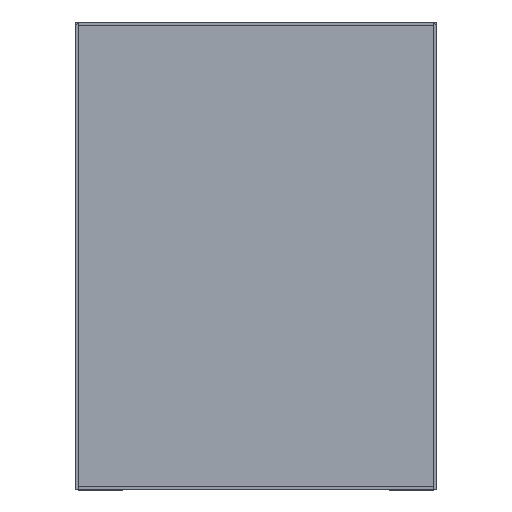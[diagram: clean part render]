
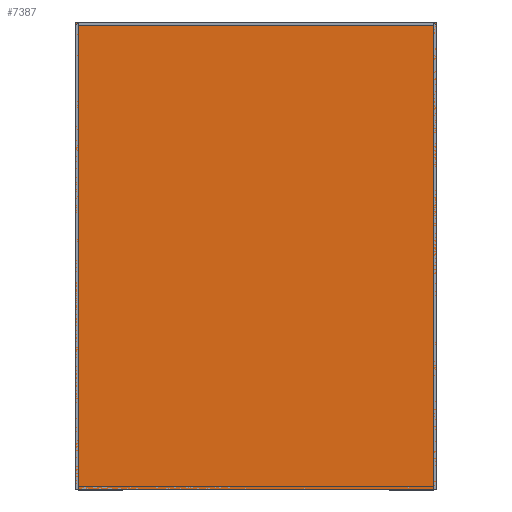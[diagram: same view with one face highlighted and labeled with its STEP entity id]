
A CAD part, front view. The second image highlights one B-rep face of the part: STEP entity #7387.
In plain terms, the highlighted planar face has unit normal (0, -1, 0).
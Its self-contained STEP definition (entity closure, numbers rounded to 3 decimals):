
#679 = EDGE_CURVE ( 'NONE', #2506, #14415, #7403, .T. ) ;
#978 = LINE ( 'NONE', #8951, #2995 ) ;
#1289 = DIRECTION ( 'NONE',  ( 0., -1., 0. ) ) ;
#1658 = EDGE_CURVE ( 'NONE', #13581, #13068, #8950, .T. ) ;
#1667 = CARTESIAN_POINT ( 'NONE',  ( -114.5, 0., -148. ) ) ;
#1854 = FACE_OUTER_BOUND ( 'NONE', #7232, .T. ) ;
#2089 = CARTESIAN_POINT ( 'NONE',  ( 0., 0., 0. ) ) ;
#2227 = ORIENTED_EDGE ( 'NONE', *, *, #679, .T. ) ;
#2318 = CARTESIAN_POINT ( 'NONE',  ( 114.5, 0., -148. ) ) ;
#2506 = VERTEX_POINT ( 'NONE', #2803 ) ;
#2803 = CARTESIAN_POINT ( 'NONE',  ( -114.5, 0., 148. ) ) ;
#2995 = VECTOR ( 'NONE', #14612, 1000. ) ;
#3357 = ORIENTED_EDGE ( 'NONE', *, *, #6979, .F. ) ;
#3565 = CARTESIAN_POINT ( 'NONE',  ( -114.5, 0., 148. ) ) ;
#4215 = VECTOR ( 'NONE', #12279, 1000. ) ;
#4522 = CARTESIAN_POINT ( 'NONE',  ( 114.5, 0., 148. ) ) ;
#4812 = DIRECTION ( 'NONE',  ( 0., 0., -1. ) ) ;
#5041 = ORIENTED_EDGE ( 'NONE', *, *, #1658, .F. ) ;
#5804 = CARTESIAN_POINT ( 'NONE',  ( 114.5, 0., 148. ) ) ;
#5827 = VECTOR ( 'NONE', #11505, 1000. ) ;
#6979 = EDGE_CURVE ( 'NONE', #2506, #13581, #12524, .T. ) ;
#7232 = EDGE_LOOP ( 'NONE', ( #3357, #2227, #13956, #5041 ) ) ;
#7387 = ADVANCED_FACE ( 'NONE', ( #1854 ), #13363, .T. ) ;
#7403 = LINE ( 'NONE', #3565, #5827 ) ;
#8490 = AXIS2_PLACEMENT_3D ( 'NONE', #2089, #1289, #4812 ) ;
#8950 = LINE ( 'NONE', #4522, #13355 ) ;
#8951 = CARTESIAN_POINT ( 'NONE',  ( -114.5, 0., -148. ) ) ;
#10376 = EDGE_CURVE ( 'NONE', #13068, #14415, #978, .T. ) ;
#11505 = DIRECTION ( 'NONE',  ( 0., 0., -1. ) ) ;
#12279 = DIRECTION ( 'NONE',  ( 1., 0., 0. ) ) ;
#12321 = CARTESIAN_POINT ( 'NONE',  ( -114.5, 0., 148. ) ) ;
#12524 = LINE ( 'NONE', #12321, #4215 ) ;
#13068 = VERTEX_POINT ( 'NONE', #2318 ) ;
#13355 = VECTOR ( 'NONE', #13576, 1000. ) ;
#13363 = PLANE ( 'NONE',  #8490 ) ;
#13576 = DIRECTION ( 'NONE',  ( 0., 0., -1. ) ) ;
#13581 = VERTEX_POINT ( 'NONE', #5804 ) ;
#13956 = ORIENTED_EDGE ( 'NONE', *, *, #10376, .F. ) ;
#14415 = VERTEX_POINT ( 'NONE', #1667 ) ;
#14612 = DIRECTION ( 'NONE',  ( -1., 0., 0. ) ) ;
